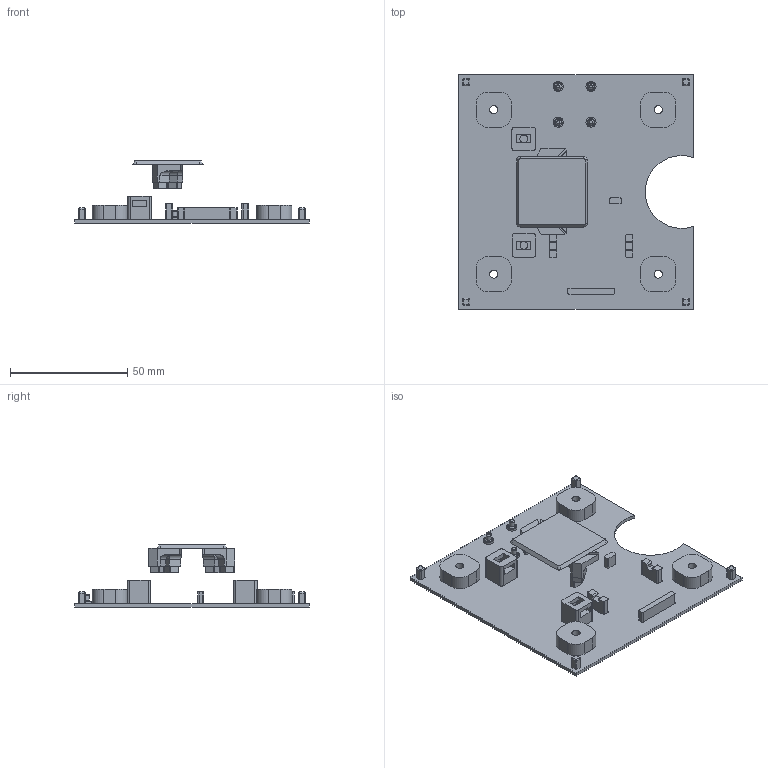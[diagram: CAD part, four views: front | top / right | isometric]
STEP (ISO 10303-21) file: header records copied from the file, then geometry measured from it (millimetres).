
FILE_DESCRIPTION(/* description */ (''),/* implementation_level */ '2;1');
FILE_NAME(/* name */ 'Puzzle Female v52 - bot.step',/* time_stamp */ '2018-12-09T20:15:28-08:00',/* author */ ('ruibingNBYTK'),/* organization */ (''),/* preprocessor_version */ 'ST-DEVELOPER v17.2',/* originating_system */ 'Autodesk Translation Framework v7.6.0.251',/* authorisation */ '');
FILE_SCHEMA (('AUTOMOTIVE_DESIGN { 1 0 10303 214 3 1 1 }'));
Length unit declared in the file: millimetre
Products named in the file (4): Puzzle Female; Battery Charger Holder; Battery Holder; Screw Socket
Assembly tree (4 placements, depth 2):
  Puzzle Female
    Battery Charger Holder
    Battery Holder
    Screw Socket  x2
Bounding box: 100 x 100 x 26.5 mm (x, y, z)
Volume: 23259.5 mm3; surface area: 28908.2 mm2
Topology: 21 solids, 21 shells, 372 faces, 884 edges, 570 vertices
Faces by surface type: plane 209, cylinder 135, sphere 16, torus 8, cone 4
Full cylindrical faces by diameter (mm): 2.3 x4, 3.25 x2, 3.5 x4, 4.3 x4, 10 x4, 10.02 x4
Entity records: 10288 total; most frequent: DIRECTION 1851, CARTESIAN_POINT 1730, ORIENTED_EDGE 1666, EDGE_CURVE 833, AXIS2_PLACEMENT_3D 657, LINE 537, VECTOR 537, VERTEX_POINT 536
